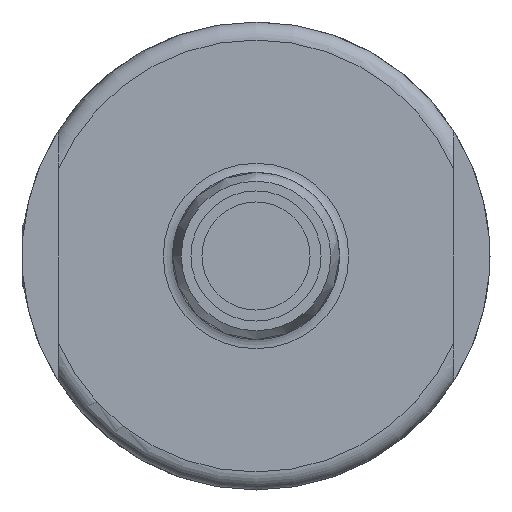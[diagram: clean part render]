
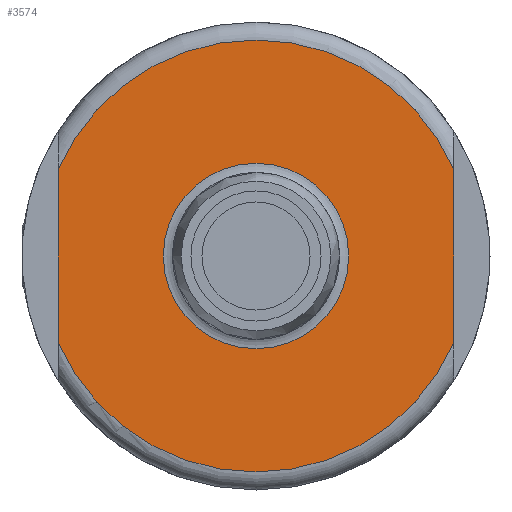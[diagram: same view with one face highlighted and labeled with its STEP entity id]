
A CAD part, left-side view. The second image highlights one B-rep face of the part: STEP entity #3574.
In plain terms, the highlighted planar face has unit normal (-1, 0, 0).
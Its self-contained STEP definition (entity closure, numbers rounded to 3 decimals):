
#140=PLANE('',#4088);
#187=FACE_BOUND('',#1151,.T.);
#462=LINE('',#13901,#598);
#463=LINE('',#13902,#599);
#598=VECTOR('',#5135,1000.);
#599=VECTOR('',#5136,1000.);
#911=FACE_OUTER_BOUND('',#1150,.T.);
#1150=EDGE_LOOP('',(#3329,#3330,#3331,#3332));
#1151=EDGE_LOOP('',(#3333,#3334));
#1368=CIRCLE('',#4024,12.);
#1410=CIRCLE('',#4080,5.15);
#1411=CIRCLE('',#4081,5.15);
#1412=CIRCLE('',#4083,12.);
#1760=VERTEX_POINT('',#13705);
#1761=VERTEX_POINT('',#13718);
#1799=VERTEX_POINT('',#13863);
#1800=VERTEX_POINT('',#13865);
#1801=VERTEX_POINT('',#13869);
#1802=VERTEX_POINT('',#13882);
#2254=EDGE_CURVE('',#1761,#1760,#1368,.T.);
#2310=EDGE_CURVE('',#1799,#1800,#1410,.T.);
#2311=EDGE_CURVE('',#1800,#1799,#1411,.T.);
#2313=EDGE_CURVE('',#1802,#1801,#1412,.T.);
#2315=EDGE_CURVE('',#1801,#1761,#462,.T.);
#2316=EDGE_CURVE('',#1760,#1802,#463,.T.);
#3329=ORIENTED_EDGE('',*,*,#2313,.T.);
#3330=ORIENTED_EDGE('',*,*,#2315,.T.);
#3331=ORIENTED_EDGE('',*,*,#2254,.T.);
#3332=ORIENTED_EDGE('',*,*,#2316,.T.);
#3333=ORIENTED_EDGE('',*,*,#2311,.F.);
#3334=ORIENTED_EDGE('',*,*,#2310,.F.);
#3574=ADVANCED_FACE('',(#911,#187),#140,.F.);
#4024=AXIS2_PLACEMENT_3D('',#13719,#4992,#4993);
#4080=AXIS2_PLACEMENT_3D('',#13866,#5117,#5118);
#4081=AXIS2_PLACEMENT_3D('',#13867,#5119,#5120);
#4083=AXIS2_PLACEMENT_3D('',#13883,#5123,#5124);
#4088=AXIS2_PLACEMENT_3D('',#13900,#5133,#5134);
#4992=DIRECTION('center_axis',(-1.,0.,0.));
#4993=DIRECTION('ref_axis',(0.,0.,-1.));
#5117=DIRECTION('center_axis',(-1.,0.,0.));
#5118=DIRECTION('ref_axis',(0.,0.,-1.));
#5119=DIRECTION('center_axis',(-1.,0.,0.));
#5120=DIRECTION('ref_axis',(0.,0.,-1.));
#5123=DIRECTION('center_axis',(-1.,0.,0.));
#5124=DIRECTION('ref_axis',(0.,0.,-1.));
#5133=DIRECTION('center_axis',(1.,0.,0.));
#5134=DIRECTION('ref_axis',(0.,0.,
1.));
#5135=DIRECTION('',(0.,0.,-1.));
#5136=DIRECTION('',(0.,0.,1.));
#13705=CARTESIAN_POINT('',(-9.3,-11.,-4.796));
#13718=CARTESIAN_POINT('',(-9.3,11.,-4.796));
#13719=CARTESIAN_POINT('Origin',(-9.3,0.,
0.));
#13863=CARTESIAN_POINT('',(-9.3,0.,5.15));
#13865=CARTESIAN_POINT('',(-9.3,0.,-5.15));
#13866=CARTESIAN_POINT('Origin',(-9.3,0.,
0.));
#13867=CARTESIAN_POINT('Origin',(-9.3,0.,
0.));
#13869=CARTESIAN_POINT('',(-9.3,11.,4.796));
#13882=CARTESIAN_POINT('',(-9.3,-11.,4.796));
#13883=CARTESIAN_POINT('Origin',(-9.3,0.,
0.));
#13900=CARTESIAN_POINT('Origin',(-9.3,-5.15,0.));
#13901=CARTESIAN_POINT('',(-9.3,11.,0.));
#13902=CARTESIAN_POINT('',(-9.3,-11.,0.));
